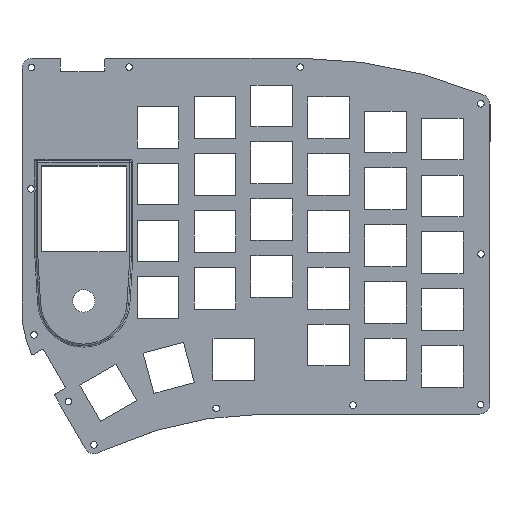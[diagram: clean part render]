
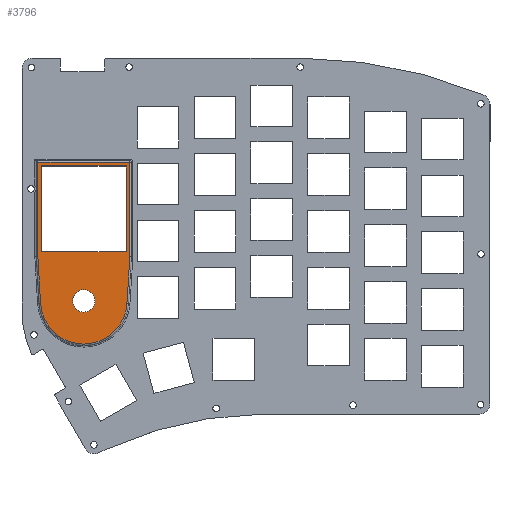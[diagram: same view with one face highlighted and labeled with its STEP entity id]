
A CAD part, top view. The second image highlights one B-rep face of the part: STEP entity #3796.
In plain terms, the highlighted planar face has unit normal (0, 0, 1).
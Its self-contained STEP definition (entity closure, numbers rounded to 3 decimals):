
#62=FACE_BOUND('',#1446,.T.);
#63=FACE_BOUND('',#1447,.T.);
#113=PLANE('',#4045);
#404=LINE('',#5639,#872);
#407=LINE('',#5650,#875);
#409=LINE('',#5658,#877);
#410=LINE('',#5667,#878);
#412=LINE('',#5670,#880);
#419=LINE('',#5690,#887);
#420=LINE('',#5692,#888);
#421=LINE('',#5694,#889);
#422=LINE('',#5695,#890);
#872=VECTOR('',#4480,10.);
#875=VECTOR('',#4491,10.);
#877=VECTOR('',#4499,10.);
#878=VECTOR('',#4512,10.);
#880=VECTOR('',#4516,10.);
#887=VECTOR('',#4539,10.);
#888=VECTOR('',#4540,10.);
#889=VECTOR('',#4541,10.);
#890=VECTOR('',#4542,10.);
#1212=FACE_OUTER_BOUND('',#1445,.T.);
#1445=EDGE_LOOP('',(#2876,#2877,#2878,#2879,#2880,#2881));
#1446=EDGE_LOOP('',(#2882,#2883,#2884,#2885));
#1447=EDGE_LOOP('',(#2886));
#1700=CIRCLE('',#4034,14.5);
#1704=CIRCLE('',#4046,3.75);
#1912=VERTEX_POINT('',#5637);
#1913=VERTEX_POINT('',#5638);
#1917=VERTEX_POINT('',#5649);
#1919=VERTEX_POINT('',#5655);
#1920=VERTEX_POINT('',#5657);
#1922=VERTEX_POINT('',#5662);
#1926=VERTEX_POINT('',#5688);
#1927=VERTEX_POINT('',#5689);
#1928=VERTEX_POINT('',#5691);
#1929=VERTEX_POINT('',#5693);
#1930=VERTEX_POINT('',#5696);
#2277=EDGE_CURVE('',#1912,#1913,#404,.T.);
#2283=EDGE_CURVE('',#1913,#1917,#407,.T.);
#2287=EDGE_CURVE('',#1919,#1920,#409,.T.);
#2290=EDGE_CURVE('',#1922,#1919,#1700,.T.);
#2292=EDGE_CURVE('',#1917,#1922,#410,.T.);
#2294=EDGE_CURVE('',#1920,#1912,#412,.T.);
#2303=EDGE_CURVE('',#1926,#1927,#419,.T.);
#2304=EDGE_CURVE('',#1927,#1928,#420,.T.);
#2305=EDGE_CURVE('',#1928,#1929,#421,.T.);
#2306=EDGE_CURVE('',#1929,#1926,#422,.T.);
#2307=EDGE_CURVE('',#1930,#1930,#1704,.T.);
#2876=ORIENTED_EDGE('',*,*,#2287,.F.);
#2877=ORIENTED_EDGE('',*,*,#2290,.F.);
#2878=ORIENTED_EDGE('',*,*,#2292,.F.);
#2879=ORIENTED_EDGE('',*,*,#2283,.F.);
#2880=ORIENTED_EDGE('',*,*,#2277,.F.);
#2881=ORIENTED_EDGE('',*,*,#2294,.F.);
#2882=ORIENTED_EDGE('',*,*,#2303,.T.);
#2883=ORIENTED_EDGE('',*,*,#2304,.T.);
#2884=ORIENTED_EDGE('',*,*,#2305,.T.);
#2885=ORIENTED_EDGE('',*,*,#2306,.T.);
#2886=ORIENTED_EDGE('',*,*,#2307,.T.);
#3796=ADVANCED_FACE('',(#1212,#62,#63),#113,.F.);
#4034=AXIS2_PLACEMENT_3D('',#5664,#4506,#4507);
#4045=AXIS2_PLACEMENT_3D('',#5687,#4537,#4538);
#4046=AXIS2_PLACEMENT_3D('',#5697,#4543,#4544);
#4480=DIRECTION('',(1.,0.,0.));
#4491=DIRECTION('',(0.,-1.,0.));
#4499=DIRECTION('',(-0.058,0.998,0.));
#4506=DIRECTION('center_axis',(0.,0.,-1.));
#4507=DIRECTION('ref_axis',(-0.002,-1.,0.));
#4512=DIRECTION('',(-0.062,-0.998,0.));
#4516=DIRECTION('',(0.,1.,0.));
#4537=DIRECTION('center_axis',(0.,0.,-1.));
#4538=DIRECTION('ref_axis',(-1.,0.,0.));
#4539=DIRECTION('',(1.,0.,0.));
#4540=DIRECTION('',(0.,-1.,0.));
#4541=DIRECTION('',(-1.,0.,0.));
#4542=DIRECTION('',(0.,1.,0.));
#4543=DIRECTION('center_axis',(0.,0.,-1.));
#4544=DIRECTION('ref_axis',(-1.,0.,0.));
#5637=CARTESIAN_POINT('',(-158.426,104.,3.5));
#5638=CARTESIAN_POINT('',(-127.586,104.,3.5));
#5639=CARTESIAN_POINT('',(-150.966,104.,3.5));
#5649=CARTESIAN_POINT('',(-127.586,72.415,3.5));
#5650=CARTESIAN_POINT('',(-127.586,96.475,3.5));
#5655=CARTESIAN_POINT('',(-157.515,56.743,3.5));
#5657=CARTESIAN_POINT('',(-158.426,72.414,3.5));
#5658=CARTESIAN_POINT('',(-158.865,79.965,3.5));
#5662=CARTESIAN_POINT('',(-128.567,56.682,3.5));
#5664=CARTESIAN_POINT('Origin',(-143.039,57.585,3.5));
#5667=CARTESIAN_POINT('',(-127.608,72.056,3.5));
#5670=CARTESIAN_POINT('',(-158.426,80.425,3.5));
#5687=CARTESIAN_POINT('Origin',(-143.006,88.45,3.5));
#5688=CARTESIAN_POINT('',(-157.226,102.8,3.5));
#5689=CARTESIAN_POINT('',(-128.786,102.8,3.5));
#5690=CARTESIAN_POINT('',(-149.866,102.8,3.5));
#5691=CARTESIAN_POINT('',(-128.786,74.1,3.5));
#5692=CARTESIAN_POINT('',(-128.786,95.375,3.5));
#5693=CARTESIAN_POINT('',(-157.226,74.1,3.5));
#5694=CARTESIAN_POINT('',(-136.146,74.1,3.5));
#5695=CARTESIAN_POINT('',(-157.226,81.525,3.5));
#5696=CARTESIAN_POINT('',(-139.289,57.585,3.5));
#5697=CARTESIAN_POINT('Origin',(-143.039,57.585,3.5));
